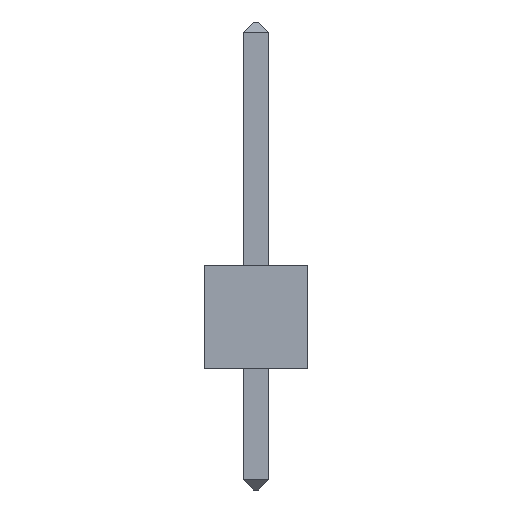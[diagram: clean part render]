
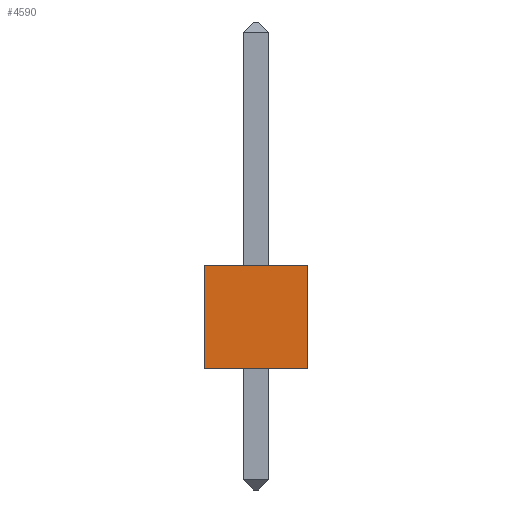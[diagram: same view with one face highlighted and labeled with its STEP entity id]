
A CAD part, left-side view. The second image highlights one B-rep face of the part: STEP entity #4590.
In plain terms, the highlighted planar face has unit normal (-1, 0, 0).
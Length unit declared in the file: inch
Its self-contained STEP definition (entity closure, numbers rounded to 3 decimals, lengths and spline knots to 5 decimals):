
#4351=CARTESIAN_POINT('',(-0.05,0.05,0.));
#4352=VERTEX_POINT('',#4351);
#4361=CARTESIAN_POINT('',(-0.05,0.05,0.1));
#4362=VERTEX_POINT('',#4361);
#4363=CARTESIAN_POINT('',(-0.05,0.05,0.));
#4364=DIRECTION('',(0.,-0.,1.));
#4365=VECTOR('',#4364,0.1);
#4366=LINE('',#4363,#4365);
#4367=EDGE_CURVE('',#4352,#4362,#4366,.T.);
#4532=CARTESIAN_POINT('',(-0.05,-0.05,0.1));
#4533=VERTEX_POINT('',#4532);
#4540=CARTESIAN_POINT('',(-0.05,-0.05,0.));
#4541=VERTEX_POINT('',#4540);
#4542=CARTESIAN_POINT('',(-0.05,-0.05,0.));
#4543=DIRECTION('',(0.,-0.,1.));
#4544=VECTOR('',#4543,0.1);
#4545=LINE('',#4542,#4544);
#4546=EDGE_CURVE('',#4541,#4533,#4545,.T.);
#4569=CARTESIAN_POINT('',(-0.05,-0.05,0.));
#4570=DIRECTION('',(1.,0.,0.));
#4571=DIRECTION('',(0.,1.,0.));
#4572=AXIS2_PLACEMENT_3D('',#4569,#4570,#4571);
#4573=PLANE('',#4572);
#4574=CARTESIAN_POINT('',(-0.05,-0.05,0.1));
#4575=DIRECTION('',(-0.,1.,0.));
#4576=VECTOR('',#4575,0.1);
#4577=LINE('',#4574,#4576);
#4578=EDGE_CURVE('',#4533,#4362,#4577,.T.);
#4579=ORIENTED_EDGE('',*,*,#4578,.T.);
#4580=ORIENTED_EDGE('',*,*,#4367,.F.);
#4581=CARTESIAN_POINT('',(-0.05,-0.05,0.));
#4582=DIRECTION('',(-0.,1.,0.));
#4583=VECTOR('',#4582,0.1);
#4584=LINE('',#4581,#4583);
#4585=EDGE_CURVE('',#4541,#4352,#4584,.T.);
#4586=ORIENTED_EDGE('',*,*,#4585,.F.);
#4587=ORIENTED_EDGE('',*,*,#4546,.T.);
#4588=EDGE_LOOP('',(#4579,#4580,#4586,#4587));
#4589=FACE_BOUND('',#4588,.T.);
#4590=ADVANCED_FACE('',(#4589),#4573,.F.);
